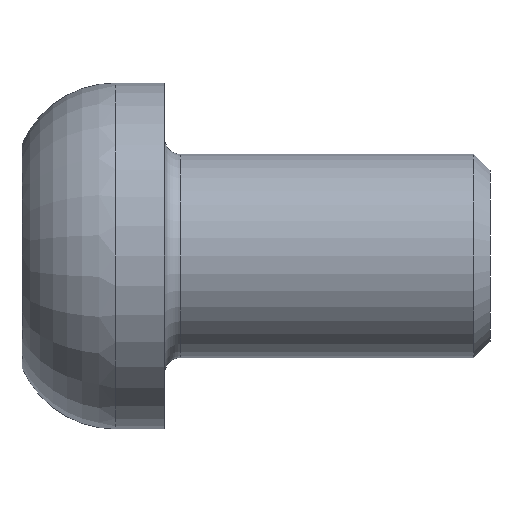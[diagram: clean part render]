
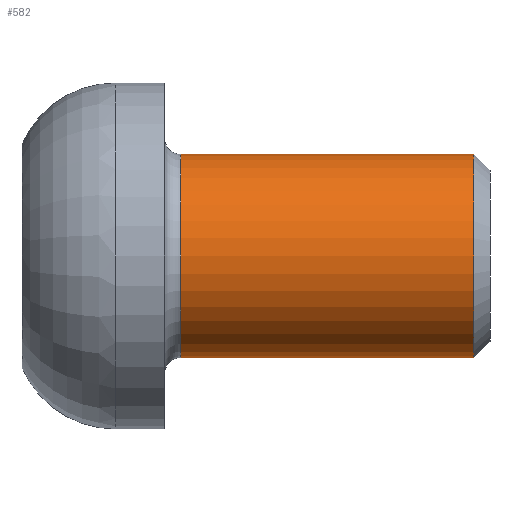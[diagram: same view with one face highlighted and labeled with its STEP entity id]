
A CAD part, front view. The second image highlights one B-rep face of the part: STEP entity #582.
In plain terms, the highlighted cylindrical face has radius 2.5 mm (diameter 5 mm), a partial arc.
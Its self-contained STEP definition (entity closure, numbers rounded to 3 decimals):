
#11 = DIRECTION ( 'NONE',  ( -1., 0., 0. ) ) ;
#14 = VERTEX_POINT ( 'NONE', #286 ) ;
#17 = CARTESIAN_POINT ( 'NONE',  ( -29.104, 0., -2.5 ) ) ;
#58 = CARTESIAN_POINT ( 'NONE',  ( -29.104, 0., 2.5 ) ) ;
#68 = CARTESIAN_POINT ( 'NONE',  ( 7.6, 0., -2.5 ) ) ;
#84 = CARTESIAN_POINT ( 'NONE',  ( -29.104, 0., 0. ) ) ;
#92 = ORIENTED_EDGE ( 'NONE', *, *, #196, .T. ) ;
#138 = CARTESIAN_POINT ( 'NONE',  ( 7.6, 0., 0. ) ) ;
#196 = EDGE_CURVE ( 'NONE', #14, #723, #224, .T. ) ;
#208 = EDGE_CURVE ( 'NONE', #482, #523, #340, .T. ) ;
#215 = AXIS2_PLACEMENT_3D ( 'NONE', #84, #11, #500 ) ;
#224 = LINE ( 'NONE', #58, #632 ) ;
#248 = CARTESIAN_POINT ( 'NONE',  ( 0.4, 0., -2.5 ) ) ;
#251 = CYLINDRICAL_SURFACE ( 'NONE', #215, 2.5 ) ;
#269 = ORIENTED_EDGE ( 'NONE', *, *, #608, .T. ) ;
#286 = CARTESIAN_POINT ( 'NONE',  ( 7.6, 0., 2.5 ) ) ;
#303 = AXIS2_PLACEMENT_3D ( 'NONE', #774, #706, #526 ) ;
#322 = VECTOR ( 'NONE', #717, 1000. ) ;
#340 = LINE ( 'NONE', #17, #322 ) ;
#415 = DIRECTION ( 'NONE',  ( -1., 0., 0. ) ) ;
#447 = CARTESIAN_POINT ( 'NONE',  ( 0.4, 0., 2.5 ) ) ;
#456 = FACE_OUTER_BOUND ( 'NONE', #657, .T. ) ;
#482 = VERTEX_POINT ( 'NONE', #68 ) ;
#500 = DIRECTION ( 'NONE',  ( 0., 0., 1. ) ) ;
#504 = CIRCLE ( 'NONE', #303, 2.5 ) ;
#523 = VERTEX_POINT ( 'NONE', #248 ) ;
#526 = DIRECTION ( 'NONE',  ( 0., 0., 1. ) ) ;
#582 = ADVANCED_FACE ( 'NONE', ( #456 ), #251, .T. ) ;
#608 = EDGE_CURVE ( 'NONE', #482, #14, #631, .T. ) ;
#609 = DIRECTION ( 'NONE',  ( -1., 0., 0. ) ) ;
#617 = ORIENTED_EDGE ( 'NONE', *, *, #730, .F. ) ;
#631 = CIRCLE ( 'NONE', #637, 2.5 ) ;
#632 = VECTOR ( 'NONE', #415, 1000. ) ;
#637 = AXIS2_PLACEMENT_3D ( 'NONE', #138, #609, #680 ) ;
#657 = EDGE_LOOP ( 'NONE', ( #765, #269, #92, #617 ) ) ;
#680 = DIRECTION ( 'NONE',  ( 0., 0., 1. ) ) ;
#706 = DIRECTION ( 'NONE',  ( -1., 0., 0. ) ) ;
#717 = DIRECTION ( 'NONE',  ( -1., 0., 0. ) ) ;
#723 = VERTEX_POINT ( 'NONE', #447 ) ;
#730 = EDGE_CURVE ( 'NONE', #523, #723, #504, .T. ) ;
#765 = ORIENTED_EDGE ( 'NONE', *, *, #208, .F. ) ;
#774 = CARTESIAN_POINT ( 'NONE',  ( 0.4, 0., 0. ) ) ;
